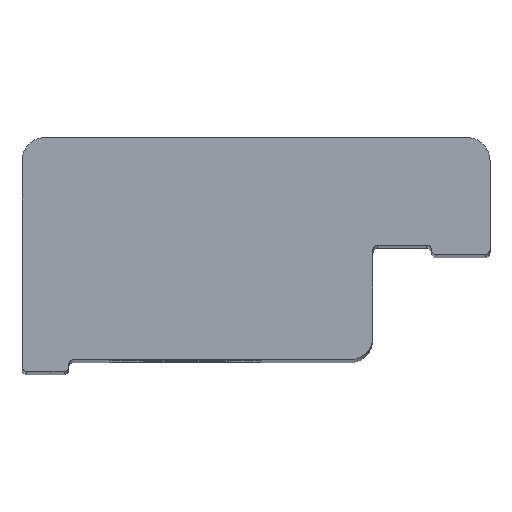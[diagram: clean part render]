
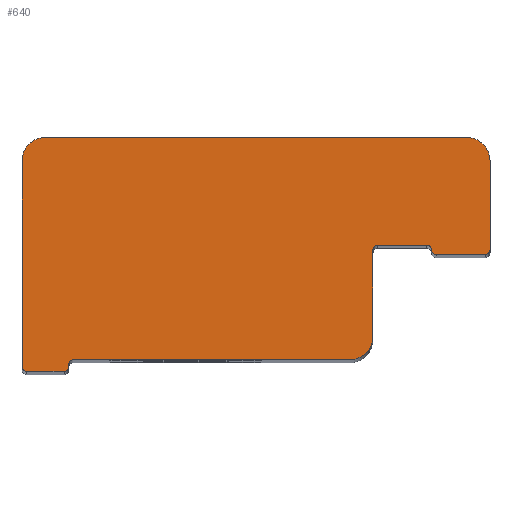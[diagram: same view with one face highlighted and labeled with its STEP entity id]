
A CAD part, top view. The second image highlights one B-rep face of the part: STEP entity #640.
In plain terms, the highlighted planar face has unit normal (0, 0, 1).
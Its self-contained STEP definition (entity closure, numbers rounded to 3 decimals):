
#34=LINE('',#965,#71);
#38=LINE('',#1006,#75);
#42=LINE('',#1049,#79);
#43=LINE('',#1053,#80);
#44=LINE('',#1059,#81);
#45=LINE('',#1063,#82);
#46=LINE('',#1068,#83);
#47=LINE('',#1072,#84);
#48=LINE('',#1076,#85);
#71=VECTOR('',#756,11.8);
#75=VECTOR('',#802,18.);
#79=VECTOR('',#856,3.7);
#80=VECTOR('',#859,2.1);
#81=VECTOR('',#864,2.1);
#82=VECTOR('',#867,3.8);
#83=VECTOR('',#872,8.8);
#84=VECTOR('',#875,1.6);
#85=VECTOR('',#878,0.1);
#113=PLANE('',#709);
#173=FACE_OUTER_BOUND('',#242,.T.);
#242=EDGE_LOOP('',(#507,#508,#509,#510,#511,#512,#513,#514,#515,#516,#517,
#518,#519,#520,#521,#522,#523,#524,#525));
#284=CIRCLE('',#707,1.);
#286=CIRCLE('',#710,0.2);
#287=CIRCLE('',#711,0.2);
#288=CIRCLE('',#712,0.2);
#289=CIRCLE('',#713,0.2);
#290=CIRCLE('',#714,1.);
#291=CIRCLE('',#715,1.);
#292=CIRCLE('',#716,0.2);
#293=CIRCLE('',#717,0.2);
#294=CIRCLE('',#718,0.2);
#306=VERTEX_POINT('',#961);
#308=VERTEX_POINT('',#964);
#322=VERTEX_POINT('',#1002);
#324=VERTEX_POINT('',#1005);
#336=VERTEX_POINT('',#1042);
#338=VERTEX_POINT('',#1048);
#339=VERTEX_POINT('',#1050);
#340=VERTEX_POINT('',#1052);
#341=VERTEX_POINT('',#1054);
#342=VERTEX_POINT('',#1056);
#343=VERTEX_POINT('',#1058);
#344=VERTEX_POINT('',#1060);
#345=VERTEX_POINT('',#1062);
#346=VERTEX_POINT('',#1065);
#347=VERTEX_POINT('',#1067);
#348=VERTEX_POINT('',#1069);
#349=VERTEX_POINT('',#1071);
#350=VERTEX_POINT('',#1073);
#351=VERTEX_POINT('',#1075);
#369=EDGE_CURVE('',#306,#308,#34,.T.);
#385=EDGE_CURVE('',#322,#324,#38,.T.);
#398=EDGE_CURVE('',#336,#306,#284,.T.);
#401=EDGE_CURVE('',#338,#336,#42,.T.);
#402=EDGE_CURVE('',#339,#338,#286,.T.);
#403=EDGE_CURVE('',#340,#339,#43,.T.);
#404=EDGE_CURVE('',#341,#340,#287,.T.);
#405=EDGE_CURVE('',#342,#341,#288,.T.);
#406=EDGE_CURVE('',#343,#342,#44,.T.);
#407=EDGE_CURVE('',#344,#343,#289,.T.);
#408=EDGE_CURVE('',#345,#344,#45,.T.);
#409=EDGE_CURVE('',#324,#345,#290,.T.);
#410=EDGE_CURVE('',#346,#322,#291,.T.);
#411=EDGE_CURVE('',#347,#346,#46,.T.);
#412=EDGE_CURVE('',#348,#347,#292,.T.);
#413=EDGE_CURVE('',#349,#348,#47,.T.);
#414=EDGE_CURVE('',#350,#349,#293,.T.);
#415=EDGE_CURVE('',#351,#350,#48,.T.);
#416=EDGE_CURVE('',#308,#351,#294,.T.);
#507=ORIENTED_EDGE('',*,*,#398,.F.);
#508=ORIENTED_EDGE('',*,*,#401,.F.);
#509=ORIENTED_EDGE('',*,*,#402,.F.);
#510=ORIENTED_EDGE('',*,*,#403,.F.);
#511=ORIENTED_EDGE('',*,*,#404,.F.);
#512=ORIENTED_EDGE('',*,*,#405,.F.);
#513=ORIENTED_EDGE('',*,*,#406,.F.);
#514=ORIENTED_EDGE('',*,*,#407,.F.);
#515=ORIENTED_EDGE('',*,*,#408,.F.);
#516=ORIENTED_EDGE('',*,*,#409,.F.);
#517=ORIENTED_EDGE('',*,*,#385,.F.);
#518=ORIENTED_EDGE('',*,*,#410,.F.);
#519=ORIENTED_EDGE('',*,*,#411,.F.);
#520=ORIENTED_EDGE('',*,*,#412,.F.);
#521=ORIENTED_EDGE('',*,*,#413,.F.);
#522=ORIENTED_EDGE('',*,*,#414,.F.);
#523=ORIENTED_EDGE('',*,*,#415,.F.);
#524=ORIENTED_EDGE('',*,*,#416,.F.);
#525=ORIENTED_EDGE('',*,*,#369,.F.);
#640=ADVANCED_FACE('',(#173),#113,.T.);
#707=AXIS2_PLACEMENT_3D('',#1043,#849,#850);
#709=AXIS2_PLACEMENT_3D('',#1047,#854,#855);
#710=AXIS2_PLACEMENT_3D('',#1051,#857,#858);
#711=AXIS2_PLACEMENT_3D('',#1055,#860,#861);
#712=AXIS2_PLACEMENT_3D('',#1057,#862,#863);
#713=AXIS2_PLACEMENT_3D('',#1061,#865,#866);
#714=AXIS2_PLACEMENT_3D('',#1064,#868,#869);
#715=AXIS2_PLACEMENT_3D('',#1066,#870,#871);
#716=AXIS2_PLACEMENT_3D('',#1070,#873,#874);
#717=AXIS2_PLACEMENT_3D('',#1074,#876,#877);
#718=AXIS2_PLACEMENT_3D('',#1077,#879,#880);
#756=DIRECTION('',(-1.,0.,0.));
#802=DIRECTION('',(1.,0.,0.));
#849=DIRECTION('center_axis',(0.,0.,-1.));
#850=DIRECTION('ref_axis',(0.707,-0.707,0.));
#854=DIRECTION('center_axis',(0.,0.,1.));
#855=DIRECTION('ref_axis',(1.,0.,0.));
#856=DIRECTION('',(0.,-1.,0.));
#857=DIRECTION('center_axis',(0.,0.,1.));
#858=DIRECTION('ref_axis',(-0.707,0.707,0.));
#859=DIRECTION('',(-1.,0.,0.));
#860=DIRECTION('center_axis',(0.,0.,1.));
#861=DIRECTION('ref_axis',(0.707,0.707,0.));
#862=DIRECTION('center_axis',(0.,0.,-1.));
#863=DIRECTION('ref_axis',(-0.707,-0.707,0.));
#864=DIRECTION('',(-1.,0.,0.));
#865=DIRECTION('center_axis',(0.,0.,-1.));
#866=DIRECTION('ref_axis',(0.707,-0.707,0.));
#867=DIRECTION('',(0.,-1.,0.));
#868=DIRECTION('center_axis',(0.,0.,-1.));
#869=DIRECTION('ref_axis',(0.707,0.707,0.));
#870=DIRECTION('center_axis',(0.,0.,-1.));
#871=DIRECTION('ref_axis',(-0.707,0.707,0.));
#872=DIRECTION('',(0.,1.,0.));
#873=DIRECTION('center_axis',(0.,0.,-1.));
#874=DIRECTION('ref_axis',(-0.707,-0.707,0.));
#875=DIRECTION('',(-1.,0.,0.));
#876=DIRECTION('center_axis',(0.,0.,-1.));
#877=DIRECTION('ref_axis',(0.707,-0.707,0.));
#878=DIRECTION('',(0.,-1.,0.));
#879=DIRECTION('center_axis',(0.,0.,1.));
#880=DIRECTION('ref_axis',(-0.707,0.707,0.));
#961=CARTESIAN_POINT('',(-100.984,43.141,77.));
#964=CARTESIAN_POINT('',(-112.784,43.141,77.));
#965=CARTESIAN_POINT('',(-112.984,43.141,77.));
#1002=CARTESIAN_POINT('',(-113.984,52.641,77.));
#1005=CARTESIAN_POINT('',(-95.984,52.641,77.));
#1006=CARTESIAN_POINT('',(-94.984,52.641,77.));
#1042=CARTESIAN_POINT('',(-99.984,44.141,77.));
#1043=CARTESIAN_POINT('Origin',(-100.984,44.141,77.));
#1047=CARTESIAN_POINT('Origin',(-105.42,48.178,77.));
#1048=CARTESIAN_POINT('',(-99.984,47.841,77.));
#1049=CARTESIAN_POINT('',(-99.984,43.141,77.));
#1050=CARTESIAN_POINT('',(-99.784,48.041,77.));
#1051=CARTESIAN_POINT('Origin',(-99.784,47.841,77.));
#1052=CARTESIAN_POINT('',(-97.684,48.041,77.));
#1053=CARTESIAN_POINT('',(-99.984,48.041,77.));
#1054=CARTESIAN_POINT('',(-97.484,47.841,77.));
#1055=CARTESIAN_POINT('Origin',(-97.684,47.841,77.));
#1056=CARTESIAN_POINT('',(-97.284,47.641,77.));
#1057=CARTESIAN_POINT('Origin',(-97.284,47.841,77.));
#1058=CARTESIAN_POINT('',(-95.184,47.641,77.));
#1059=CARTESIAN_POINT('',(-97.484,47.641,77.));
#1060=CARTESIAN_POINT('',(-94.984,47.841,77.));
#1061=CARTESIAN_POINT('Origin',(-95.184,47.841,77.));
#1062=CARTESIAN_POINT('',(-94.984,51.641,77.));
#1063=CARTESIAN_POINT('',(-94.984,47.641,77.));
#1064=CARTESIAN_POINT('Origin',(-95.984,51.641,77.));
#1065=CARTESIAN_POINT('',(-114.984,51.641,77.));
#1066=CARTESIAN_POINT('Origin',(-113.984,51.641,77.));
#1067=CARTESIAN_POINT('',(-114.984,42.841,77.));
#1068=CARTESIAN_POINT('',(-114.984,52.641,77.));
#1069=CARTESIAN_POINT('',(-114.784,42.641,77.));
#1070=CARTESIAN_POINT('Origin',(-114.784,42.841,77.));
#1071=CARTESIAN_POINT('',(-113.184,42.641,77.));
#1072=CARTESIAN_POINT('',(-114.984,42.641,77.));
#1073=CARTESIAN_POINT('',(-112.984,42.841,77.));
#1074=CARTESIAN_POINT('Origin',(-113.184,42.841,77.));
#1075=CARTESIAN_POINT('',(-112.984,42.941,77.));
#1076=CARTESIAN_POINT('',(-112.984,42.641,77.));
#1077=CARTESIAN_POINT('Origin',(-112.784,42.941,77.));
